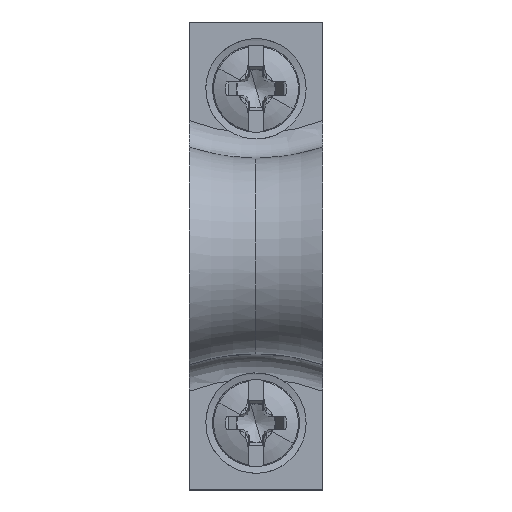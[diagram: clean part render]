
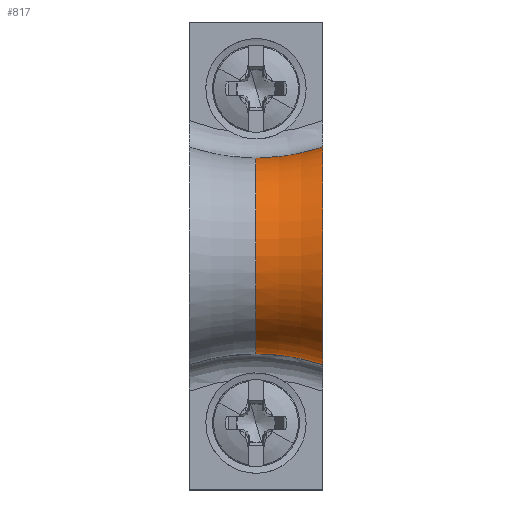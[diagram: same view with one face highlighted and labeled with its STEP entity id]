
A CAD part, top view. The second image highlights one B-rep face of the part: STEP entity #817.
In plain terms, the highlighted toroidal (fillet/blend) face has major radius 18.343 mm and minor radius 12.5 mm.
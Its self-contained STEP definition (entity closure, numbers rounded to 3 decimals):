
#783=AXIS2_PLACEMENT_3D('Circle Axis2P3D',#781,#782,$) ;
#797=AXIS2_PLACEMENT_3D('Torus Axis2P3D',#794,#795,#796) ;
#801=AXIS2_PLACEMENT_3D('Circle Axis2P3D',#799,#800,$) ;
#808=AXIS2_PLACEMENT_3D('Circle Axis2P3D',#806,#807,$) ;
#329=CARTESIAN_POINT('Vertex',(8.,20.5,14.1)) ;
#333=CARTESIAN_POINT('Control Point',(8.,7.5,14.1)) ;
#334=CARTESIAN_POINT('Control Point',(8.,7.5,14.724)) ;
#335=CARTESIAN_POINT('Control Point',(8.,7.575,15.349)) ;
#336=CARTESIAN_POINT('Control Point',(8.,7.725,15.961)) ;
#337=CARTESIAN_POINT('Control Point',(8.,8.169,17.138)) ;
#338=CARTESIAN_POINT('Control Point',(8.,8.879,18.177)) ;
#339=CARTESIAN_POINT('Control Point',(8.,9.295,18.651)) ;
#340=CARTESIAN_POINT('Control Point',(8.,10.233,19.489)) ;
#341=CARTESIAN_POINT('Control Point',(8.,11.343,20.082)) ;
#342=CARTESIAN_POINT('Control Point',(8.,11.931,20.31)) ;
#343=CARTESIAN_POINT('Control Point',(8.,13.15,20.62)) ;
#344=CARTESIAN_POINT('Control Point',(8.,14.408,20.633)) ;
#345=CARTESIAN_POINT('Control Point',(8.,15.035,20.563)) ;
#346=CARTESIAN_POINT('Control Point',(8.,16.259,20.275)) ;
#347=CARTESIAN_POINT('Control Point',(8.,17.381,19.705)) ;
#348=CARTESIAN_POINT('Control Point',(8.,17.904,19.353)) ;
#349=CARTESIAN_POINT('Control Point',(8.,18.857,18.532)) ;
#350=CARTESIAN_POINT('Control Point',(8.,19.588,17.508)) ;
#351=CARTESIAN_POINT('Control Point',(8.,19.89,16.955)) ;
#352=CARTESIAN_POINT('Control Point',(8.,20.248,16.055)) ;
#353=CARTESIAN_POINT('Control Point',(8.,20.434,15.109)) ;
#354=CARTESIAN_POINT('Control Point',(8.,20.478,14.774)) ;
#355=CARTESIAN_POINT('Control Point',(8.,20.5,14.437)) ;
#356=CARTESIAN_POINT('Control Point',(8.,20.5,14.1)) ;
#357=CARTESIAN_POINT('Vertex',(8.,7.5,14.1)) ;
#778=CARTESIAN_POINT('Vertex',(4.,19.843,14.1)) ;
#781=CARTESIAN_POINT('Axis2P3D Location',(4.,32.343,14.1)) ;
#794=CARTESIAN_POINT('Axis2P3D Location',(4.,14.,14.1)) ;
#799=CARTESIAN_POINT('Axis2P3D Location',(4.,-4.343,14.1)) ;
#803=CARTESIAN_POINT('Vertex',(4.,8.157,14.1)) ;
#806=CARTESIAN_POINT('Axis2P3D Location',(4.,14.,14.1)) ;
#782=DIRECTION('Axis2P3D Direction',(0.,0.,1.)) ;
#795=DIRECTION('Axis2P3D Direction',(-1.,0.,0.)) ;
#796=DIRECTION('Axis2P3D XDirection',(0.,-1.,0.)) ;
#800=DIRECTION('Axis2P3D Direction',(0.,0.,-1.)) ;
#807=DIRECTION('Axis2P3D Direction',(-1.,-0.,0.)) ;
#812=ORIENTED_EDGE('',*,*,#805,.F.) ;
#813=ORIENTED_EDGE('',*,*,#359,.T.) ;
#814=ORIENTED_EDGE('',*,*,#785,.T.) ;
#815=ORIENTED_EDGE('',*,*,#810,.T.) ;
#817=ADVANCED_FACE('Hauptk\X2\00F6\X0\rper',(#816),#798,.F.) ;
#332=B_SPLINE_CURVE_WITH_KNOTS('',5,(#333,#334,#335,#336,#337,#338,#339,#340,#341,#342,#343,#344,#345,#346,#347,#348,#349,#350,#351,#352,#353,#354,#355,#356),.UNSPECIFIED.,.F.,.U.,(6,3,3,3,3,3,3,6),(0.,4.416,8.832,13.248,17.663,22.079,26.495,28.878),.UNSPECIFIED.) ;
#784=CIRCLE('generated circle',#783,12.5) ;
#802=CIRCLE('generated circle',#801,12.5) ;
#809=CIRCLE('generated circle',#808,5.843) ;
#798=TOROIDAL_SURFACE('homeo Torus',#797,18.343,12.5) ;
#359=EDGE_CURVE('',#358,#330,#332,.T.) ;
#785=EDGE_CURVE('',#330,#779,#784,.F.) ;
#805=EDGE_CURVE('',#358,#804,#802,.F.) ;
#810=EDGE_CURVE('',#779,#804,#809,.F.) ;
#811=EDGE_LOOP('',(#812,#813,#814,#815)) ;
#816=FACE_OUTER_BOUND('',#811,.T.) ;
#330=VERTEX_POINT('',#329) ;
#358=VERTEX_POINT('',#357) ;
#779=VERTEX_POINT('',#778) ;
#804=VERTEX_POINT('',#803) ;
